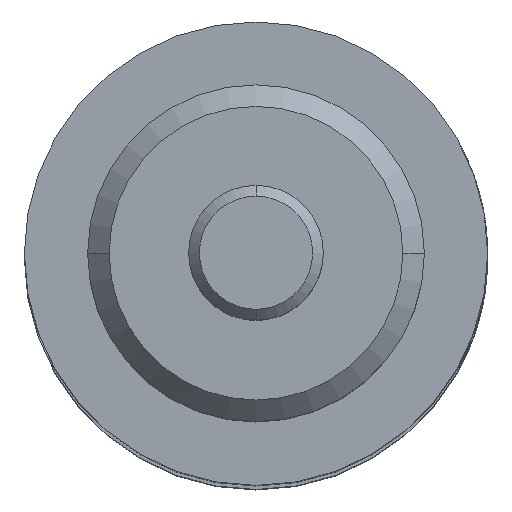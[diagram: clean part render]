
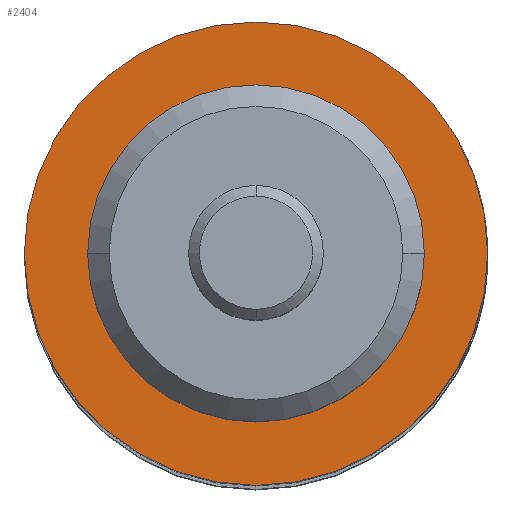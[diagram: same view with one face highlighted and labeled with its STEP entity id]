
A CAD part, top view. The second image highlights one B-rep face of the part: STEP entity #2404.
In plain terms, the highlighted face is planar.
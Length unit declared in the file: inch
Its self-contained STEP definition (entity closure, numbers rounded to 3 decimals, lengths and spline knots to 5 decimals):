
#11 = AXIS2_PLACEMENT_3D ( 'NONE', #261, #1923, #487 ) ;
#98 = DIRECTION ( 'NONE',  ( 0., 0., -1. ) ) ;
#118 = EDGE_CURVE ( 'NONE', #1405, #2730, #658, .T. ) ;
#196 = EDGE_CURVE ( 'NONE', #2742, #1308, #3019, .T. ) ;
#216 = CARTESIAN_POINT ( 'NONE',  ( 0.5, 0., -0.3125 ) ) ;
#261 = CARTESIAN_POINT ( 'NONE',  ( 0.5, 0., 0. ) ) ;
#327 = PLANE ( 'NONE',  #2098 ) ;
#487 = DIRECTION ( 'NONE',  ( 0., 0., 1. ) ) ;
#588 = ORIENTED_EDGE ( 'NONE', *, *, #118, .T. ) ;
#658 = CIRCLE ( 'NONE', #1804, 0.43 ) ;
#764 = DIRECTION ( 'NONE',  ( -1., 0., 0. ) ) ;
#849 = EDGE_LOOP ( 'NONE', ( #588, #3056 ) ) ;
#977 = CARTESIAN_POINT ( 'NONE',  ( 0.5, 0., 0. ) ) ;
#1044 = CARTESIAN_POINT ( 'NONE',  ( 0.5, 0.43, 0. ) ) ;
#1159 = DIRECTION ( 'NONE',  ( -1., 0., 0. ) ) ;
#1221 = DIRECTION ( 'NONE',  ( 0., 0., 1. ) ) ;
#1308 = VERTEX_POINT ( 'NONE', #2476 ) ;
#1325 = FACE_BOUND ( 'NONE', #2356, .T. ) ;
#1405 = VERTEX_POINT ( 'NONE', #2270 ) ;
#1502 = CIRCLE ( 'NONE', #1515, 0.3125 ) ;
#1515 = AXIS2_PLACEMENT_3D ( 'NONE', #2571, #1159, #2806 ) ;
#1527 = DIRECTION ( 'NONE',  ( 1., 0., 0. ) ) ;
#1630 = CARTESIAN_POINT ( 'NONE',  ( 0.5, 0., -0.43 ) ) ;
#1681 = EDGE_CURVE ( 'NONE', #1308, #2742, #1502, .T. ) ;
#1785 = EDGE_CURVE ( 'NONE', #2730, #1405, #1910, .T. ) ;
#1804 = AXIS2_PLACEMENT_3D ( 'NONE', #977, #2629, #1221 ) ;
#1910 = CIRCLE ( 'NONE', #11, 0.43 ) ;
#1923 = DIRECTION ( 'NONE',  ( -1., 0., 0. ) ) ;
#2098 = AXIS2_PLACEMENT_3D ( 'NONE', #1044, #1527, #98 ) ;
#2184 = CARTESIAN_POINT ( 'NONE',  ( 0.5, 0., 0. ) ) ;
#2263 = AXIS2_PLACEMENT_3D ( 'NONE', #2184, #764, #2406 ) ;
#2270 = CARTESIAN_POINT ( 'NONE',  ( 0.5, 0., 0.43 ) ) ;
#2356 = EDGE_LOOP ( 'NONE', ( #2384, #2863 ) ) ;
#2384 = ORIENTED_EDGE ( 'NONE', *, *, #1681, .F. ) ;
#2404 = ADVANCED_FACE ( 'NONE', ( #1325, #2640 ), #327, .F. ) ;
#2406 = DIRECTION ( 'NONE',  ( 0., 0., 1. ) ) ;
#2476 = CARTESIAN_POINT ( 'NONE',  ( 0.5, 0., 0.3125 ) ) ;
#2571 = CARTESIAN_POINT ( 'NONE',  ( 0.5, 0., 0. ) ) ;
#2629 = DIRECTION ( 'NONE',  ( -1., 0., 0. ) ) ;
#2640 = FACE_OUTER_BOUND ( 'NONE', #849, .T. ) ;
#2730 = VERTEX_POINT ( 'NONE', #1630 ) ;
#2742 = VERTEX_POINT ( 'NONE', #216 ) ;
#2806 = DIRECTION ( 'NONE',  ( 0., 0., 1. ) ) ;
#2863 = ORIENTED_EDGE ( 'NONE', *, *, #196, .F. ) ;
#3019 = CIRCLE ( 'NONE', #2263, 0.3125 ) ;
#3056 = ORIENTED_EDGE ( 'NONE', *, *, #1785, .T. ) ;
